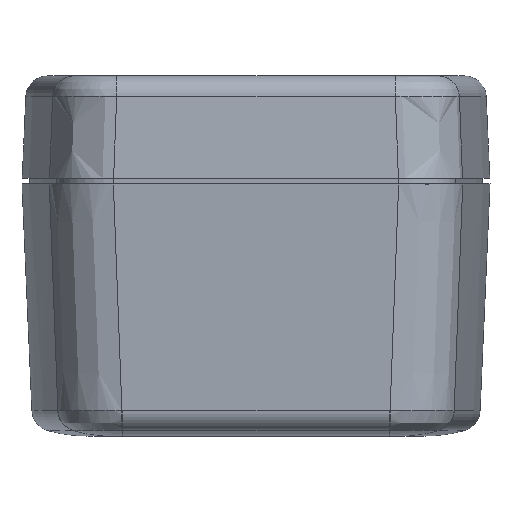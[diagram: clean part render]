
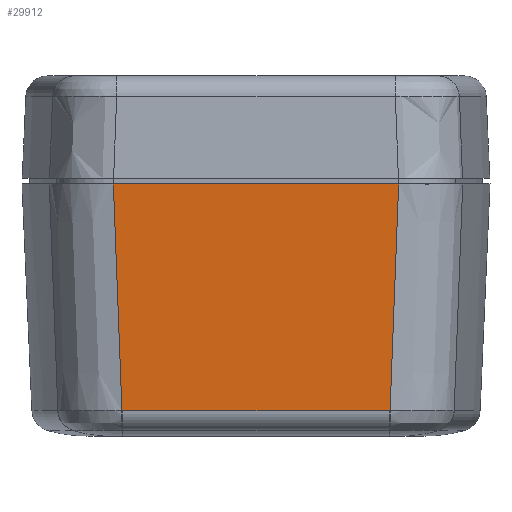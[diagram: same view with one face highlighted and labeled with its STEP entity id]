
A CAD part, left-side view. The second image highlights one B-rep face of the part: STEP entity #29912.
In plain terms, the highlighted face is planar.
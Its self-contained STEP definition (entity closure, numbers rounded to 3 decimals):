
#20 = CARTESIAN_POINT ( 'NONE',  ( 58.833, 18.799, -8.275 ) ) ;
#105 = DIRECTION ( 'NONE',  ( 0.999, 0., 0.044 ) ) ;
#285 = ORIENTED_EDGE ( 'NONE', *, *, #19914, .T. ) ;
#1981 = DIRECTION ( 'NONE',  ( 0., -1., 0. ) ) ;
#2715 = EDGE_CURVE ( 'NONE', #34114, #9620, #23911, .T. ) ;
#3384 = CARTESIAN_POINT ( 'NONE',  ( 58.626, -18.574, -3.519 ) ) ;
#3836 = EDGE_CURVE ( 'NONE', #6663, #34114, #31848, .T. ) ;
#3855 = DIRECTION ( 'NONE',  ( 0., 1., 0. ) ) ;
#6663 = VERTEX_POINT ( 'NONE', #17803 ) ;
#7527 = CARTESIAN_POINT ( 'NONE',  ( 58.833, -18.799, -8.275 ) ) ;
#7809 = CARTESIAN_POINT ( 'NONE',  ( 58.626, 18.485, -3.519 ) ) ;
#9620 = VERTEX_POINT ( 'NONE', #28638 ) ;
#9984 = ORIENTED_EDGE ( 'NONE', *, *, #2715, .T. ) ;
#10342 = CARTESIAN_POINT ( 'NONE',  ( 59.248, -19.159, -17.785 ) ) ;
#11001 = VECTOR ( 'NONE', #1981, 1000. ) ;
#11254 = DIRECTION ( 'NONE',  ( 0.044, 0., -0.999 ) ) ;
#12360 = CARTESIAN_POINT ( 'NONE',  ( 58.626, 18.619, -3.52 ) ) ;
#13012 = ORIENTED_EDGE ( 'NONE', *, *, #3836, .T. ) ;
#13521 = CARTESIAN_POINT ( 'NONE',  ( 59.749, -19.592, -29.262 ) ) ;
#13701 = CARTESIAN_POINT ( 'NONE',  ( 60., 27.5, -35. ) ) ;
#14312 = FACE_OUTER_BOUND ( 'NONE', #25827, .T. ) ;
#15704 = ORIENTED_EDGE ( 'NONE', *, *, #18172, .T. ) ;
#15841 = ORIENTED_EDGE ( 'NONE', *, *, #25527, .T. ) ;
#16108 = CARTESIAN_POINT ( 'NONE',  ( 58.626, 18.574, -3.519 ) ) ;
#16859 = PLANE ( 'NONE',  #24111 ) ;
#17803 = CARTESIAN_POINT ( 'NONE',  ( 60., 19.809, -35. ) ) ;
#17902 = VERTEX_POINT ( 'NONE', #22117 ) ;
#18172 = EDGE_CURVE ( 'NONE', #25653, #17902, #31772, .T. ) ;
#18622 = CARTESIAN_POINT ( 'NONE',  ( 60., -19.809, -35. ) ) ;
#18782 = CARTESIAN_POINT ( 'NONE',  ( 59.499, -19.376, -23.523 ) ) ;
#18906 = CARTESIAN_POINT ( 'NONE',  ( 58.626, 27.5, -3.519 ) ) ;
#19600 = CARTESIAN_POINT ( 'NONE',  ( 59.248, 19.159, -17.785 ) ) ;
#19914 = EDGE_CURVE ( 'NONE', #35035, #6663, #26061, .T. ) ;
#20518 = CARTESIAN_POINT ( 'NONE',  ( 58.626, -18.53, -3.519 ) ) ;
#21252 = VECTOR ( 'NONE', #3855, 1000. ) ;
#22117 = CARTESIAN_POINT ( 'NONE',  ( 58.626, -18.619, -3.52 ) ) ;
#23911 = B_SPLINE_CURVE_WITH_KNOTS ( 'NONE', 3,
 ( #24531, #16108, #32798, #7809 ),
 .UNSPECIFIED., .F., .F.,
 ( 4, 4 ),
 ( 0., 0. ),
 .UNSPECIFIED. ) ;
#24111 = AXIS2_PLACEMENT_3D ( 'NONE', #13701, #105, #11254 ) ;
#24244 = CARTESIAN_POINT ( 'NONE',  ( 59.041, -18.979, -13.03 ) ) ;
#24531 = CARTESIAN_POINT ( 'NONE',  ( 58.626, 18.619, -3.52 ) ) ;
#24858 = CARTESIAN_POINT ( 'NONE',  ( 58.626, -18.485, -3.519 ) ) ;
#25023 = ORIENTED_EDGE ( 'NONE', *, *, #25519, .T. ) ;
#25453 = CARTESIAN_POINT ( 'NONE',  ( 59.749, 19.592, -29.262 ) ) ;
#25519 = EDGE_CURVE ( 'NONE', #17902, #35035, #33044, .T. ) ;
#25527 = EDGE_CURVE ( 'NONE', #9620, #25653, #27188, .T. ) ;
#25653 = VERTEX_POINT ( 'NONE', #24858 ) ;
#25682 = CARTESIAN_POINT ( 'NONE',  ( 59.041, 18.979, -13.03 ) ) ;
#25827 = EDGE_LOOP ( 'NONE', ( #15841, #15704, #25023, #285, #13012, #9984 ) ) ;
#26005 = CARTESIAN_POINT ( 'NONE',  ( 58.626, -18.619, -3.52 ) ) ;
#26061 = LINE ( 'NONE', #34718, #21252 ) ;
#27188 = LINE ( 'NONE', #18906, #11001 ) ;
#28354 = CARTESIAN_POINT ( 'NONE',  ( 60., 19.809, -35. ) ) ;
#28638 = CARTESIAN_POINT ( 'NONE',  ( 58.626, 18.485, -3.519 ) ) ;
#29912 = ADVANCED_FACE ( 'NONE', ( #14312 ), #16859, .T. ) ;
#29975 = CARTESIAN_POINT ( 'NONE',  ( 58.626, -18.619, -3.52 ) ) ;
#30919 = CARTESIAN_POINT ( 'NONE',  ( 58.626, 18.619, -3.52 ) ) ;
#31772 = B_SPLINE_CURVE_WITH_KNOTS ( 'NONE', 3,
 ( #34520, #20518, #3384, #26005 ),
 .UNSPECIFIED., .F., .F.,
 ( 4, 4 ),
 ( 0., 0. ),
 .UNSPECIFIED. ) ;
#31848 = B_SPLINE_CURVE_WITH_KNOTS ( 'NONE', 3,
 ( #28354, #25453, #34059, #19600, #25682, #20, #30919 ),
 .UNSPECIFIED., .F., .F.,
 ( 4, 3, 4 ),
 ( 0., 0.017, 0.032 ),
 .UNSPECIFIED. ) ;
#32643 = CARTESIAN_POINT ( 'NONE',  ( 60., -19.809, -35. ) ) ;
#32798 = CARTESIAN_POINT ( 'NONE',  ( 58.626, 18.53, -3.519 ) ) ;
#33044 = B_SPLINE_CURVE_WITH_KNOTS ( 'NONE', 3,
 ( #29975, #7527, #24244, #10342, #18782, #13521, #32643 ),
 .UNSPECIFIED., .F., .F.,
 ( 4, 3, 4 ),
 ( 0.004, 0.018, 0.035 ),
 .UNSPECIFIED. ) ;
#34059 = CARTESIAN_POINT ( 'NONE',  ( 59.499, 19.376, -23.523 ) ) ;
#34114 = VERTEX_POINT ( 'NONE', #12360 ) ;
#34520 = CARTESIAN_POINT ( 'NONE',  ( 58.626, -18.485, -3.519 ) ) ;
#34718 = CARTESIAN_POINT ( 'NONE',  ( 60., 27.5, -35. ) ) ;
#35035 = VERTEX_POINT ( 'NONE', #18622 ) ;
